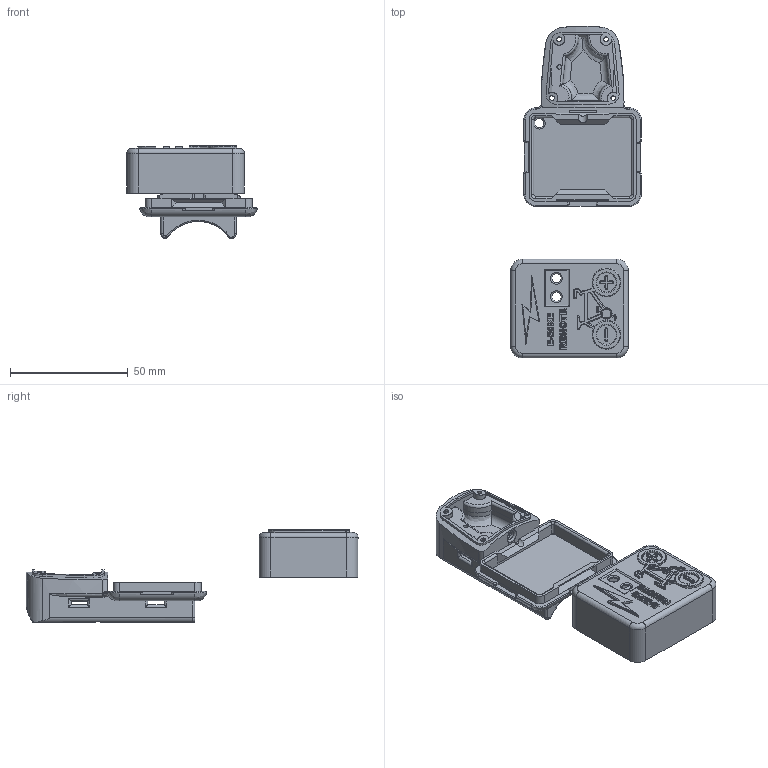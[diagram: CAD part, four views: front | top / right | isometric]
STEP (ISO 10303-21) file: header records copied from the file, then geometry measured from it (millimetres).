
FILE_DESCRIPTION(/* description */ (''),/* implementation_level */ '2;1');
FILE_NAME(/* name */ 'TSDZ2 remote box -32MM v33.step',/* time_stamp */ '2021-04-05T18:44:05-04:00',/* author */ (''),/* organization */ (''),/* preprocessor_version */ 'ST-DEVELOPER v18.1',/* originating_system */ 'Autodesk Translation Framework v9.10.0.1330',/* authorisation */ '');
FILE_SCHEMA (('AUTOMOTIVE_DESIGN { 1 0 10303 214 3 1 1 }'));
Length unit declared in the file: millimetre
Products named in the file (4): TSDZ2 remote box -32MM; LED Box Enclosure; LED Box Case; LED Box Top Cover
Assembly tree (3 placements, depth 3):
  TSDZ2 remote box -32MM
    LED Box Enclosure
      LED Box Case
      LED Box Top Cover
Bounding box: 55.49 x 141.18 x 39.39 mm (x, y, z)
Volume: 35060.3 mm3; surface area: 26927.9 mm2
Topology: 6 solids, 6 shells, 917 faces, 2315 edges, 1434 vertices
Faces by surface type: plane 356, cylinder 355, bspline 143, torus 60, sphere 3
Full cylindrical faces by diameter (mm): 1.911 x1, 1.925 x1, 1.947 x1, 2 x2, 2.021 x1, 2.08 x1, 3.555 x1, 4 x6, 8.296 x2
Entity records: 35855 total; most frequent: CARTESIAN_POINT 14565, ORIENTED_EDGE 4622, DIRECTION 4069, EDGE_CURVE 2311, VERTEX_POINT 1433, AXIS2_PLACEMENT_3D 1393, LINE 1283, VECTOR 1283
